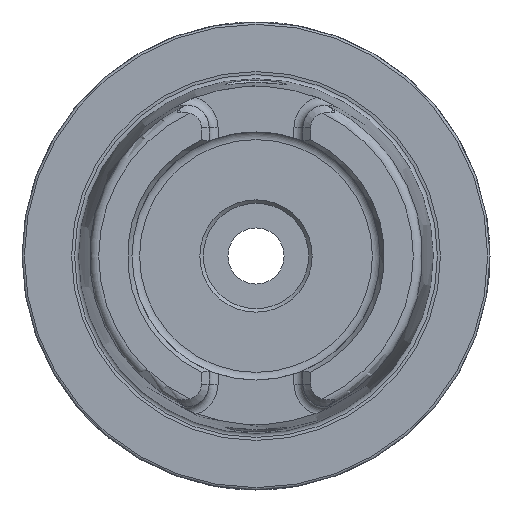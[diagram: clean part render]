
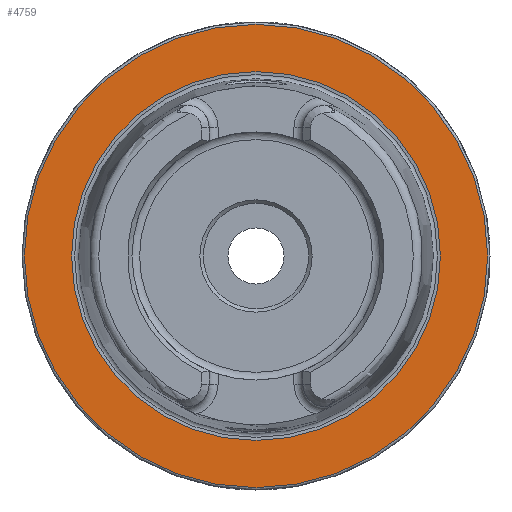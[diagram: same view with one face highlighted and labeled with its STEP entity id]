
A CAD part, left-side view. The second image highlights one B-rep face of the part: STEP entity #4759.
In plain terms, the highlighted planar face has unit normal (-1, 0, 0).
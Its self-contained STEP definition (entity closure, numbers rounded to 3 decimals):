
#1014 = CARTESIAN_POINT ( 'NONE',  ( 0., 0., 49.5 ) ) ;
#1524 = CARTESIAN_POINT ( 'NONE',  ( 0., 0., 0. ) ) ;
#2193 = EDGE_LOOP ( 'NONE', ( #7033 ) ) ;
#2464 = EDGE_LOOP ( 'NONE', ( #6188 ) ) ;
#2547 = DIRECTION ( 'NONE',  ( 0., 0., 1. ) ) ;
#2720 = DIRECTION ( 'NONE',  ( 1., 0., 0. ) ) ;
#2723 = DIRECTION ( 'NONE',  ( -1., 0., 0. ) ) ;
#3153 = VERTEX_POINT ( 'NONE', #1014 ) ;
#3509 = EDGE_CURVE ( 'NONE', #3153, #3153, #5550, .T. ) ;
#3557 = AXIS2_PLACEMENT_3D ( 'NONE', #1524, #2723, #6954 ) ;
#3660 = DIRECTION ( 'NONE',  ( -1., 0., 0. ) ) ;
#4466 = PLANE ( 'NONE',  #5563 ) ;
#4759 = ADVANCED_FACE ( 'NONE', ( #5226, #6082 ), #4466, .F. ) ;
#5226 = FACE_BOUND ( 'NONE', #2193, .T. ) ;
#5516 = CIRCLE ( 'NONE', #3557, 39.405 ) ;
#5550 = CIRCLE ( 'NONE', #6629, 49.5 ) ;
#5563 = AXIS2_PLACEMENT_3D ( 'NONE', #6248, #2720, #6922 ) ;
#5808 = EDGE_CURVE ( 'NONE', #6750, #6750, #5516, .T. ) ;
#6082 = FACE_OUTER_BOUND ( 'NONE', #2464, .T. ) ;
#6188 = ORIENTED_EDGE ( 'NONE', *, *, #3509, .T. ) ;
#6248 = CARTESIAN_POINT ( 'NONE',  ( 0., 49.5, 0. ) ) ;
#6514 = CARTESIAN_POINT ( 'NONE',  ( 0., 0., 39.405 ) ) ;
#6629 = AXIS2_PLACEMENT_3D ( 'NONE', #7331, #3660, #2547 ) ;
#6750 = VERTEX_POINT ( 'NONE', #6514 ) ;
#6922 = DIRECTION ( 'NONE',  ( 0., 0., -1. ) ) ;
#6954 = DIRECTION ( 'NONE',  ( 0., 0., 1. ) ) ;
#7033 = ORIENTED_EDGE ( 'NONE', *, *, #5808, .F. ) ;
#7331 = CARTESIAN_POINT ( 'NONE',  ( 0., 0., 0. ) ) ;
